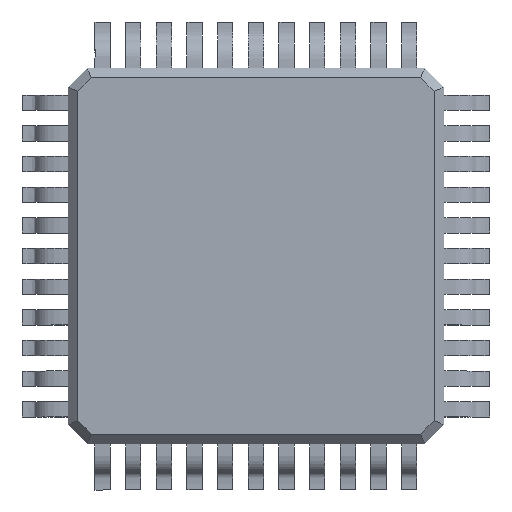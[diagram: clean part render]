
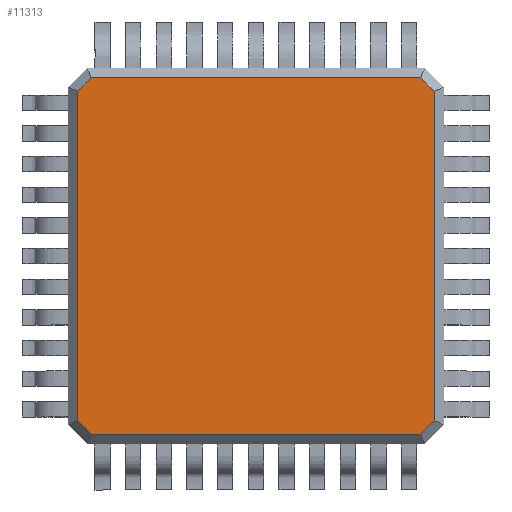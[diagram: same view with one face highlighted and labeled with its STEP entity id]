
A CAD part, top view. The second image highlights one B-rep face of the part: STEP entity #11313.
In plain terms, the highlighted planar face has unit normal (0, 0, 1).
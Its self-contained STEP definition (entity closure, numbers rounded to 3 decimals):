
#4854 = LINE ( 'NONE', #4856, #4855 ) ;
#4855 = VECTOR ( 'NONE', #4859, 1000. ) ;
#4856 = CARTESIAN_POINT ( 'NONE',  ( -4.223, -4.723, 1. ) ) ;
#4859 = DIRECTION ( 'NONE',  ( 0.707, -0.707, 0. ) ) ;
#5091 = CARTESIAN_POINT ( 'NONE',  ( 4.65, -4.296, 1. ) ) ;
#5092 = DIRECTION ( 'NONE',  ( 0.707, 0.707, 0. ) ) ;
#5093 = VECTOR ( 'NONE', #5092, 1000. ) ;
#5094 = CARTESIAN_POINT ( 'NONE',  ( 4.723, -4.223, 1. ) ) ;
#5095 = LINE ( 'NONE', #5094, #5093 ) ;
#5096 = CARTESIAN_POINT ( 'NONE',  ( 4.296, -4.65, 1. ) ) ;
#5097 = DIRECTION ( 'NONE',  ( 1., 0., 0. ) ) ;
#5098 = VECTOR ( 'NONE', #5097, 1000. ) ;
#5099 = CARTESIAN_POINT ( 'NONE',  ( 4.4, -4.65, 1. ) ) ;
#5100 = LINE ( 'NONE', #5099, #5098 ) ;
#5101 = CARTESIAN_POINT ( 'NONE',  ( -4.296, -4.65, 1. ) ) ;
#5102 = CARTESIAN_POINT ( 'NONE',  ( -4.65, -4.296, 1. ) ) ;
#5145 = CARTESIAN_POINT ( 'NONE',  ( 4.296, 4.65, 1. ) ) ;
#5146 = DIRECTION ( 'NONE',  ( -0.707, 0.707, 0. ) ) ;
#5147 = VECTOR ( 'NONE', #5146, 1000. ) ;
#5148 = CARTESIAN_POINT ( 'NONE',  ( 4.223, 4.723, 1. ) ) ;
#5149 = LINE ( 'NONE', #5148, #5147 ) ;
#5150 = CARTESIAN_POINT ( 'NONE',  ( 4.65, 4.296, 1. ) ) ;
#5151 = DIRECTION ( 'NONE',  ( 0., 1., 0. ) ) ;
#5152 = VECTOR ( 'NONE', #5151, 1000. ) ;
#5153 = CARTESIAN_POINT ( 'NONE',  ( 4.65, 4.4, 1. ) ) ;
#5154 = LINE ( 'NONE', #5153, #5152 ) ;
#5164 = DIRECTION ( 'NONE',  ( 0., -1., 0. ) ) ;
#5165 = VECTOR ( 'NONE', #5164, 1000. ) ;
#5166 = CARTESIAN_POINT ( 'NONE',  ( -4.65, -4.4, 1. ) ) ;
#5167 = LINE ( 'NONE', #5166, #5165 ) ;
#5169 = CARTESIAN_POINT ( 'NONE',  ( -4.65, 4.296, 1. ) ) ;
#5170 = DIRECTION ( 'NONE',  ( -0.707, -0.707, 0. ) ) ;
#5171 = VECTOR ( 'NONE', #5170, 1000. ) ;
#5172 = CARTESIAN_POINT ( 'NONE',  ( -4.723, 4.223, 1. ) ) ;
#5173 = LINE ( 'NONE', #5172, #5171 ) ;
#5174 = CARTESIAN_POINT ( 'NONE',  ( -4.296, 4.65, 1. ) ) ;
#5175 = DIRECTION ( 'NONE',  ( -1., 0., 0. ) ) ;
#5176 = VECTOR ( 'NONE', #5175, 1000. ) ;
#5177 = CARTESIAN_POINT ( 'NONE',  ( -4.4, 4.65, 1. ) ) ;
#5178 = LINE ( 'NONE', #5177, #5176 ) ;
#5921 = PLANE ( 'NONE',  #5924 ) ;
#5923 = CARTESIAN_POINT ( 'NONE',  ( 0., -9.3, 1. ) ) ;
#5924 = AXIS2_PLACEMENT_3D ( 'NONE', #5923, #5925, #5928 ) ;
#5925 = DIRECTION ( 'NONE',  ( 0., 0., 1. ) ) ;
#5928 = DIRECTION ( 'NONE',  ( 1., 0., 0. ) ) ;
#7038 = FACE_OUTER_BOUND ( 'NONE', #11314, .T. ) ;
#11067 = ORIENTED_EDGE ( 'NONE', *, *, #11068, .T. ) ;
#11068 = EDGE_CURVE ( 'NONE', #11231, #11232, #4854, .T. ) ;
#11204 = ORIENTED_EDGE ( 'NONE', *, *, #11205, .T. ) ;
#11205 = EDGE_CURVE ( 'NONE', #11244, #11206, #5178, .T. ) ;
#11206 = VERTEX_POINT ( 'NONE', #5174 ) ;
#11207 = ORIENTED_EDGE ( 'NONE', *, *, #11208, .T. ) ;
#11208 = EDGE_CURVE ( 'NONE', #11206, #11209, #5173, .T. ) ;
#11209 = VERTEX_POINT ( 'NONE', #5169 ) ;
#11210 = ORIENTED_EDGE ( 'NONE', *, *, #11211, .T. ) ;
#11211 = EDGE_CURVE ( 'NONE', #11209, #11231, #5167, .T. ) ;
#11231 = VERTEX_POINT ( 'NONE', #5102 ) ;
#11232 = VERTEX_POINT ( 'NONE', #5101 ) ;
#11233 = ORIENTED_EDGE ( 'NONE', *, *, #11234, .T. ) ;
#11234 = EDGE_CURVE ( 'NONE', #11232, #11235, #5100, .T. ) ;
#11235 = VERTEX_POINT ( 'NONE', #5096 ) ;
#11236 = ORIENTED_EDGE ( 'NONE', *, *, #11237, .T. ) ;
#11237 = EDGE_CURVE ( 'NONE', #11235, #11238, #5095, .T. ) ;
#11238 = VERTEX_POINT ( 'NONE', #5091 ) ;
#11239 = ORIENTED_EDGE ( 'NONE', *, *, #11240, .T. ) ;
#11240 = EDGE_CURVE ( 'NONE', #11238, #11241, #5154, .T. ) ;
#11241 = VERTEX_POINT ( 'NONE', #5150 ) ;
#11242 = ORIENTED_EDGE ( 'NONE', *, *, #11243, .T. ) ;
#11243 = EDGE_CURVE ( 'NONE', #11241, #11244, #5149, .T. ) ;
#11244 = VERTEX_POINT ( 'NONE', #5145 ) ;
#11313 = ADVANCED_FACE ( 'NONE', ( #7038 ), #5921, .T. ) ;
#11314 = EDGE_LOOP ( 'NONE', ( #11067, #11233, #11236, #11239, #11242, #11204, #11207, #11210 ) ) ;
